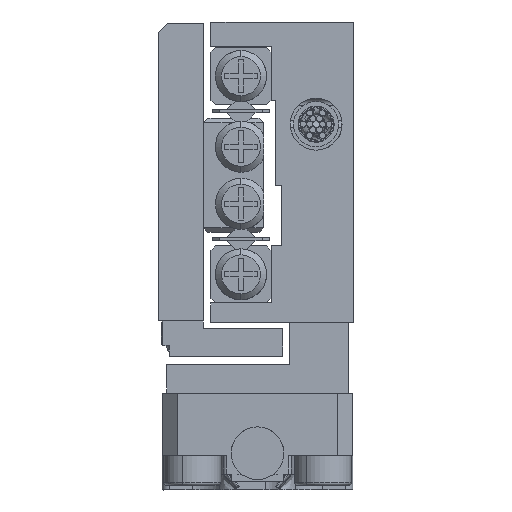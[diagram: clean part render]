
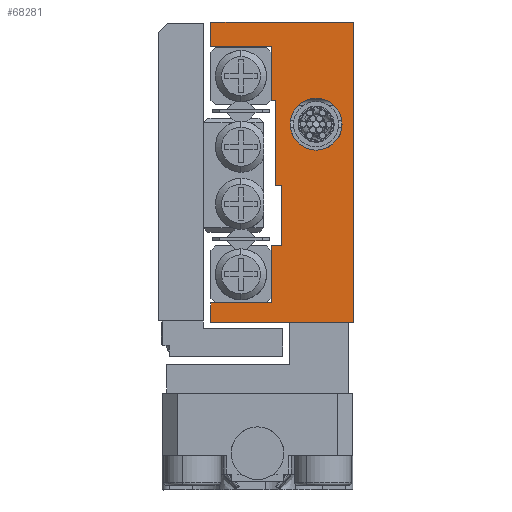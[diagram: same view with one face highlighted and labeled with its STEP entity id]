
A CAD part, left-side view. The second image highlights one B-rep face of the part: STEP entity #68281.
In plain terms, the highlighted planar face has unit normal (-1, 0, 0).
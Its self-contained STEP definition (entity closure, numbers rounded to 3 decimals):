
#773 = ORIENTED_EDGE ( 'NONE', *, *, #49734, .F. ) ;
#1691 = VERTEX_POINT ( 'NONE', #44146 ) ;
#1779 = DIRECTION ( 'NONE',  ( 0., 0., 1. ) ) ;
#1876 = DIRECTION ( 'NONE',  ( 0., -1., 0. ) ) ;
#2246 = CARTESIAN_POINT ( 'NONE',  ( -15., 5.5, 8.4 ) ) ;
#2845 = EDGE_CURVE ( 'NONE', #3258, #53081, #63674, .T. ) ;
#3258 = VERTEX_POINT ( 'NONE', #21975 ) ;
#3959 = AXIS2_PLACEMENT_3D ( 'NONE', #42187, #34460, #22206 ) ;
#4553 = CARTESIAN_POINT ( 'NONE',  ( -15., 2.5, 3.2 ) ) ;
#5940 = FACE_OUTER_BOUND ( 'NONE', #6544, .T. ) ;
#5963 = LINE ( 'NONE', #18608, #79688 ) ;
#6498 = VECTOR ( 'NONE', #63472, 1000. ) ;
#6544 = EDGE_LOOP ( 'NONE', ( #15786, #36004, #25273, #41598, #13756, #61740, #59807, #773, #71179, #56318, #51629, #65774, #71059, #23846 ) ) ;
#6945 = EDGE_CURVE ( 'NONE', #3258, #1691, #75322, .T. ) ;
#8417 = LINE ( 'NONE', #57411, #48147 ) ;
#9164 = VERTEX_POINT ( 'NONE', #40540 ) ;
#10414 = EDGE_CURVE ( 'NONE', #53081, #9164, #62489, .T. ) ;
#10851 = CARTESIAN_POINT ( 'NONE',  ( -15., 5.5, -4.9 ) ) ;
#11420 = LINE ( 'NONE', #51968, #80532 ) ;
#11760 = VERTEX_POINT ( 'NONE', #66721 ) ;
#12988 = DIRECTION ( 'NONE',  ( 0., 0., 1. ) ) ;
#13756 = ORIENTED_EDGE ( 'NONE', *, *, #25791, .T. ) ;
#15427 = DIRECTION ( 'NONE',  ( 0., 1., 0. ) ) ;
#15786 = ORIENTED_EDGE ( 'NONE', *, *, #10414, .T. ) ;
#18026 = LINE ( 'NONE', #55971, #49035 ) ;
#18608 = CARTESIAN_POINT ( 'NONE',  ( -15., 5.5, -10. ) ) ;
#19136 = VERTEX_POINT ( 'NONE', #43401 ) ;
#20478 = VERTEX_POINT ( 'NONE', #67351 ) ;
#21060 = ORIENTED_EDGE ( 'NONE', *, *, #73517, .F. ) ;
#21235 = CARTESIAN_POINT ( 'NONE',  ( -15., 5.5, 4.8 ) ) ;
#21337 = CARTESIAN_POINT ( 'NONE',  ( -15., 0., -10. ) ) ;
#21975 = CARTESIAN_POINT ( 'NONE',  ( -15., 5.2, -0.9 ) ) ;
#22206 = DIRECTION ( 'NONE',  ( 0., 0., 1. ) ) ;
#23846 = ORIENTED_EDGE ( 'NONE', *, *, #2845, .T. ) ;
#23926 = DIRECTION ( 'NONE',  ( 0., 0., 1. ) ) ;
#25108 = PLANE ( 'NONE',  #46631 ) ;
#25273 = ORIENTED_EDGE ( 'NONE', *, *, #77736, .F. ) ;
#25358 = CARTESIAN_POINT ( 'NONE',  ( -15., 9.5, 10. ) ) ;
#25556 = VERTEX_POINT ( 'NONE', #21235 ) ;
#25791 = EDGE_CURVE ( 'NONE', #57949, #11760, #67031, .T. ) ;
#26500 = CARTESIAN_POINT ( 'NONE',  ( -15., 5.5, -0.9 ) ) ;
#26716 = VECTOR ( 'NONE', #27706, 1000. ) ;
#27316 = VECTOR ( 'NONE', #64363, 1000. ) ;
#27676 = LINE ( 'NONE', #46434, #42611 ) ;
#27706 = DIRECTION ( 'NONE',  ( 0., -1., 0. ) ) ;
#27888 = DIRECTION ( 'NONE',  ( 0., -1., 0. ) ) ;
#29407 = VERTEX_POINT ( 'NONE', #21337 ) ;
#29466 = DIRECTION ( 'NONE',  ( -1., 0., 0. ) ) ;
#30842 = DIRECTION ( 'NONE',  ( 0., 0., -1. ) ) ;
#31891 = DIRECTION ( 'NONE',  ( 0., 1., 0. ) ) ;
#32753 = CARTESIAN_POINT ( 'NONE',  ( -15., 5.5, -10. ) ) ;
#32805 = CARTESIAN_POINT ( 'NONE',  ( -15., 5.5, -10. ) ) ;
#33079 = LINE ( 'NONE', #25358, #33373 ) ;
#33373 = VECTOR ( 'NONE', #45319, 1000. ) ;
#34460 = DIRECTION ( 'NONE',  ( -1., 0., 0. ) ) ;
#36004 = ORIENTED_EDGE ( 'NONE', *, *, #70632, .F. ) ;
#36496 = VECTOR ( 'NONE', #51931, 1000. ) ;
#37070 = VECTOR ( 'NONE', #53948, 1000. ) ;
#37791 = CARTESIAN_POINT ( 'NONE',  ( -15., 4.8, -0.9 ) ) ;
#38889 = VERTEX_POINT ( 'NONE', #10851 ) ;
#39406 = CARTESIAN_POINT ( 'NONE',  ( -15., 0., -10. ) ) ;
#40540 = CARTESIAN_POINT ( 'NONE',  ( -15., 4.8, -4.9 ) ) ;
#41392 = EDGE_CURVE ( 'NONE', #47634, #78203, #8417, .T. ) ;
#41570 = EDGE_CURVE ( 'NONE', #29407, #50373, #57816, .T. ) ;
#41598 = ORIENTED_EDGE ( 'NONE', *, *, #48251, .T. ) ;
#42187 = CARTESIAN_POINT ( 'NONE',  ( -15., 2.5, 3.2 ) ) ;
#42210 = EDGE_CURVE ( 'NONE', #11760, #29407, #69991, .T. ) ;
#42611 = VECTOR ( 'NONE', #15427, 1000. ) ;
#42669 = CARTESIAN_POINT ( 'NONE',  ( -15., 5.5, -10. ) ) ;
#43401 = CARTESIAN_POINT ( 'NONE',  ( -15., 2.5, 1.473 ) ) ;
#44146 = CARTESIAN_POINT ( 'NONE',  ( -15., 5.2, 4.8 ) ) ;
#44310 = CIRCLE ( 'NONE', #3959, 1.727 ) ;
#45319 = DIRECTION ( 'NONE',  ( 0., 0., -1. ) ) ;
#46434 = CARTESIAN_POINT ( 'NONE',  ( -15., 5.5, -8.7 ) ) ;
#46631 = AXIS2_PLACEMENT_3D ( 'NONE', #42669, #69220, #30842 ) ;
#47170 = EDGE_CURVE ( 'NONE', #1691, #25556, #18026, .T. ) ;
#47634 = VERTEX_POINT ( 'NONE', #65339 ) ;
#48147 = VECTOR ( 'NONE', #1876, 1000. ) ;
#48244 = ORIENTED_EDGE ( 'NONE', *, *, #77087, .F. ) ;
#48251 = EDGE_CURVE ( 'NONE', #50595, #57949, #27676, .T. ) ;
#49035 = VECTOR ( 'NONE', #31891, 1000. ) ;
#49310 = VECTOR ( 'NONE', #1779, 1000. ) ;
#49734 = EDGE_CURVE ( 'NONE', #20478, #50373, #11420, .T. ) ;
#50373 = VERTEX_POINT ( 'NONE', #78739 ) ;
#50595 = VERTEX_POINT ( 'NONE', #67276 ) ;
#50648 = CARTESIAN_POINT ( 'NONE',  ( -15., 2.5, 4.927 ) ) ;
#50913 = AXIS2_PLACEMENT_3D ( 'NONE', #4553, #29466, #12988 ) ;
#51629 = ORIENTED_EDGE ( 'NONE', *, *, #76342, .F. ) ;
#51931 = DIRECTION ( 'NONE',  ( 0., 0., 1. ) ) ;
#51968 = CARTESIAN_POINT ( 'NONE',  ( -15., 5.5, 10. ) ) ;
#53081 = VERTEX_POINT ( 'NONE', #37791 ) ;
#53948 = DIRECTION ( 'NONE',  ( 0., 0., -1. ) ) ;
#54036 = CARTESIAN_POINT ( 'NONE',  ( -15., 5.5, -4.9 ) ) ;
#55329 = FACE_BOUND ( 'NONE', #66328, .T. ) ;
#55971 = CARTESIAN_POINT ( 'NONE',  ( -15., 5.5, 4.8 ) ) ;
#56318 = ORIENTED_EDGE ( 'NONE', *, *, #41392, .T. ) ;
#56336 = DIRECTION ( 'NONE',  ( 0., 0., -1. ) ) ;
#57411 = CARTESIAN_POINT ( 'NONE',  ( -15., 5.5, 8.4 ) ) ;
#57816 = LINE ( 'NONE', #39406, #27316 ) ;
#57949 = VERTEX_POINT ( 'NONE', #69996 ) ;
#59807 = ORIENTED_EDGE ( 'NONE', *, *, #41570, .T. ) ;
#60601 = DIRECTION ( 'NONE',  ( 0., -1., 0. ) ) ;
#60917 = CARTESIAN_POINT ( 'NONE',  ( -15., 9.5, -10. ) ) ;
#60943 = EDGE_CURVE ( 'NONE', #20478, #47634, #33079, .T. ) ;
#61031 = VERTEX_POINT ( 'NONE', #50648 ) ;
#61740 = ORIENTED_EDGE ( 'NONE', *, *, #42210, .T. ) ;
#62489 = LINE ( 'NONE', #63304, #70554 ) ;
#63304 = CARTESIAN_POINT ( 'NONE',  ( -15., 4.8, -10. ) ) ;
#63472 = DIRECTION ( 'NONE',  ( 0., -1., 0. ) ) ;
#63674 = LINE ( 'NONE', #26500, #26716 ) ;
#64363 = DIRECTION ( 'NONE',  ( 0., 0., 1. ) ) ;
#65339 = CARTESIAN_POINT ( 'NONE',  ( -15., 9.5, 8.4 ) ) ;
#65774 = ORIENTED_EDGE ( 'NONE', *, *, #47170, .F. ) ;
#66328 = EDGE_LOOP ( 'NONE', ( #21060, #48244 ) ) ;
#66721 = CARTESIAN_POINT ( 'NONE',  ( -15., 9.5, -10. ) ) ;
#67031 = LINE ( 'NONE', #60917, #37070 ) ;
#67276 = CARTESIAN_POINT ( 'NONE',  ( -15., 5.5, -8.7 ) ) ;
#67351 = CARTESIAN_POINT ( 'NONE',  ( -15., 9.5, 10. ) ) ;
#68281 = ADVANCED_FACE ( 'NONE', ( #55329, #5940 ), #25108, .F. ) ;
#69181 = CARTESIAN_POINT ( 'NONE',  ( -15., 5.2, 4.8 ) ) ;
#69220 = DIRECTION ( 'NONE',  ( 1., 0., 0. ) ) ;
#69991 = LINE ( 'NONE', #32805, #6498 ) ;
#69996 = CARTESIAN_POINT ( 'NONE',  ( -15., 9.5, -8.7 ) ) ;
#70554 = VECTOR ( 'NONE', #56336, 1000. ) ;
#70632 = EDGE_CURVE ( 'NONE', #38889, #9164, #73659, .T. ) ;
#71059 = ORIENTED_EDGE ( 'NONE', *, *, #6945, .F. ) ;
#71179 = ORIENTED_EDGE ( 'NONE', *, *, #60943, .T. ) ;
#73517 = EDGE_CURVE ( 'NONE', #61031, #19136, #44310, .T. ) ;
#73659 = LINE ( 'NONE', #54036, #78101 ) ;
#75322 = LINE ( 'NONE', #69181, #49310 ) ;
#75717 = CIRCLE ( 'NONE', #50913, 1.727 ) ;
#76342 = EDGE_CURVE ( 'NONE', #25556, #78203, #76875, .T. ) ;
#76875 = LINE ( 'NONE', #32753, #36496 ) ;
#77087 = EDGE_CURVE ( 'NONE', #19136, #61031, #75717, .T. ) ;
#77736 = EDGE_CURVE ( 'NONE', #50595, #38889, #5963, .T. ) ;
#78101 = VECTOR ( 'NONE', #60601, 1000. ) ;
#78203 = VERTEX_POINT ( 'NONE', #2246 ) ;
#78739 = CARTESIAN_POINT ( 'NONE',  ( -15., 0., 10. ) ) ;
#79688 = VECTOR ( 'NONE', #23926, 1000. ) ;
#80532 = VECTOR ( 'NONE', #27888, 1000. ) ;
